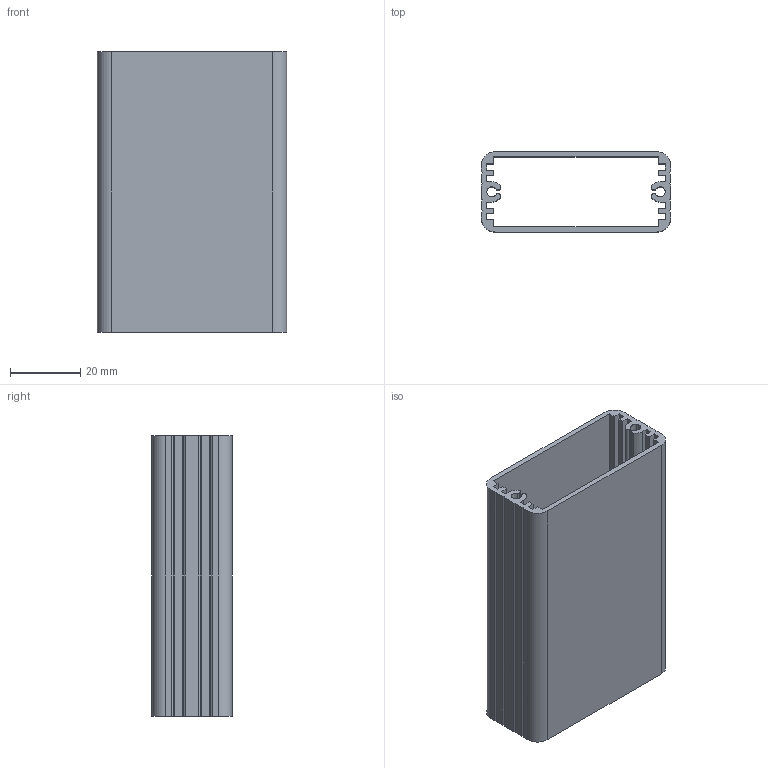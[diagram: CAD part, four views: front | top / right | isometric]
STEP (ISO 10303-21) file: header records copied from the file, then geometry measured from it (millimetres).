
FILE_DESCRIPTION((''),'2;1');
FILE_NAME('C Extrusion 80mm.stp','2005-02-21T08:31:49',('avernon'),(''),'Autodesk Inventor 9','Autodesk Inventor 9','');
FILE_SCHEMA(('AUTOMOTIVE_DESIGN { 1 0 10303 214 1 1 1 1 }'));
Length unit declared in the file: millimetre
Products named in the file (1): C Extrusion
Bounding box: 54 x 23 x 80 mm (x, y, z)
Volume: 20970.2 mm3; surface area: 27389.2 mm2
Topology: 1 solids, 1 shells, 88 faces, 258 edges, 172 vertices
Faces by surface type: plane 68, cylinder 20
Entity records: 2929 total; most frequent: CARTESIAN_POINT 519, ORIENTED_EDGE 516, DIRECTION 476, EDGE_CURVE 258, VECTOR 218, LINE 218, VERTEX_POINT 172, AXIS2_PLACEMENT_3D 129
